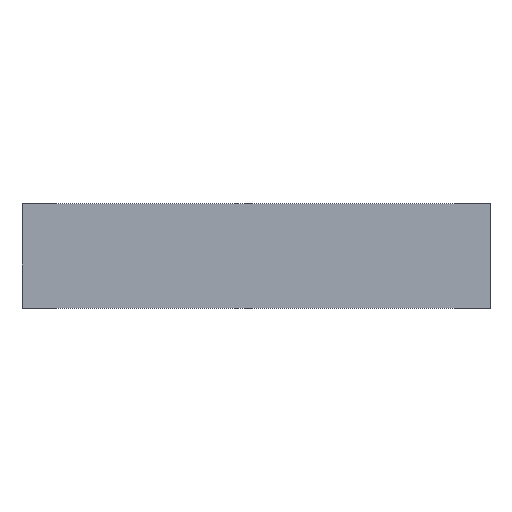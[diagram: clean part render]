
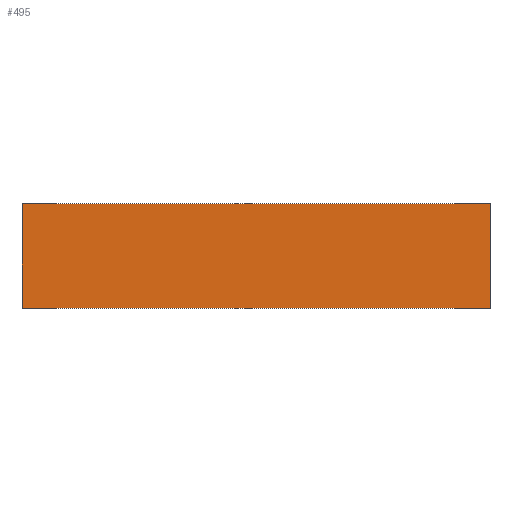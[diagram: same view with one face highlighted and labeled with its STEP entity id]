
A CAD part, top view. The second image highlights one B-rep face of the part: STEP entity #495.
In plain terms, the highlighted planar face has unit normal (0, 0, 1).
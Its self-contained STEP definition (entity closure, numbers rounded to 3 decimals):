
#17 = ORIENTED_EDGE ( 'NONE', *, *, #645, .T. ) ;
#43 = DIRECTION ( 'NONE',  ( 1., 0., 0. ) ) ;
#50 = ORIENTED_EDGE ( 'NONE', *, *, #633, .F. ) ;
#55 = VECTOR ( 'NONE', #136, 1000. ) ;
#57 = VECTOR ( 'NONE', #333, 1000. ) ;
#71 = CARTESIAN_POINT ( 'NONE',  ( 33.5, -7.5, 1. ) ) ;
#120 = VERTEX_POINT ( 'NONE', #532 ) ;
#136 = DIRECTION ( 'NONE',  ( -1., 0., 0. ) ) ;
#140 = CARTESIAN_POINT ( 'NONE',  ( -33.5, -7.5, 1. ) ) ;
#175 = CARTESIAN_POINT ( 'NONE',  ( 33.5, -7.5, 1. ) ) ;
#186 = ORIENTED_EDGE ( 'NONE', *, *, #868, .F. ) ;
#210 = LINE ( 'NONE', #417, #466 ) ;
#237 = ORIENTED_EDGE ( 'NONE', *, *, #289, .T. ) ;
#263 = CARTESIAN_POINT ( 'NONE',  ( 33.5, -7.5, 1. ) ) ;
#289 = EDGE_CURVE ( 'NONE', #384, #120, #337, .T. ) ;
#333 = DIRECTION ( 'NONE',  ( 0., 1., 0. ) ) ;
#337 = LINE ( 'NONE', #539, #55 ) ;
#357 = EDGE_LOOP ( 'NONE', ( #237, #50, #186, #17 ) ) ;
#384 = VERTEX_POINT ( 'NONE', #432 ) ;
#407 = VECTOR ( 'NONE', #805, 1000. ) ;
#417 = CARTESIAN_POINT ( 'NONE',  ( 33.5, -7.5, 1. ) ) ;
#432 = CARTESIAN_POINT ( 'NONE',  ( 33.5, 7.5, 1. ) ) ;
#454 = VERTEX_POINT ( 'NONE', #504 ) ;
#455 = DIRECTION ( 'NONE',  ( 0., 0., 1. ) ) ;
#466 = VECTOR ( 'NONE', #553, 1000. ) ;
#495 = ADVANCED_FACE ( 'NONE', ( #598 ), #842, .T. ) ;
#504 = CARTESIAN_POINT ( 'NONE',  ( -33.5, -7.5, 1. ) ) ;
#532 = CARTESIAN_POINT ( 'NONE',  ( -33.5, 7.5, 1. ) ) ;
#539 = CARTESIAN_POINT ( 'NONE',  ( 33.5, 7.5, 1. ) ) ;
#553 = DIRECTION ( 'NONE',  ( -1., 0., 0. ) ) ;
#570 = AXIS2_PLACEMENT_3D ( 'NONE', #175, #455, #43 ) ;
#580 = VERTEX_POINT ( 'NONE', #263 ) ;
#598 = FACE_OUTER_BOUND ( 'NONE', #357, .T. ) ;
#606 = LINE ( 'NONE', #71, #407 ) ;
#633 = EDGE_CURVE ( 'NONE', #454, #120, #797, .T. ) ;
#645 = EDGE_CURVE ( 'NONE', #580, #384, #606, .T. ) ;
#797 = LINE ( 'NONE', #140, #57 ) ;
#805 = DIRECTION ( 'NONE',  ( 0., 1., 0. ) ) ;
#842 = PLANE ( 'NONE',  #570 ) ;
#868 = EDGE_CURVE ( 'NONE', #580, #454, #210, .T. ) ;
